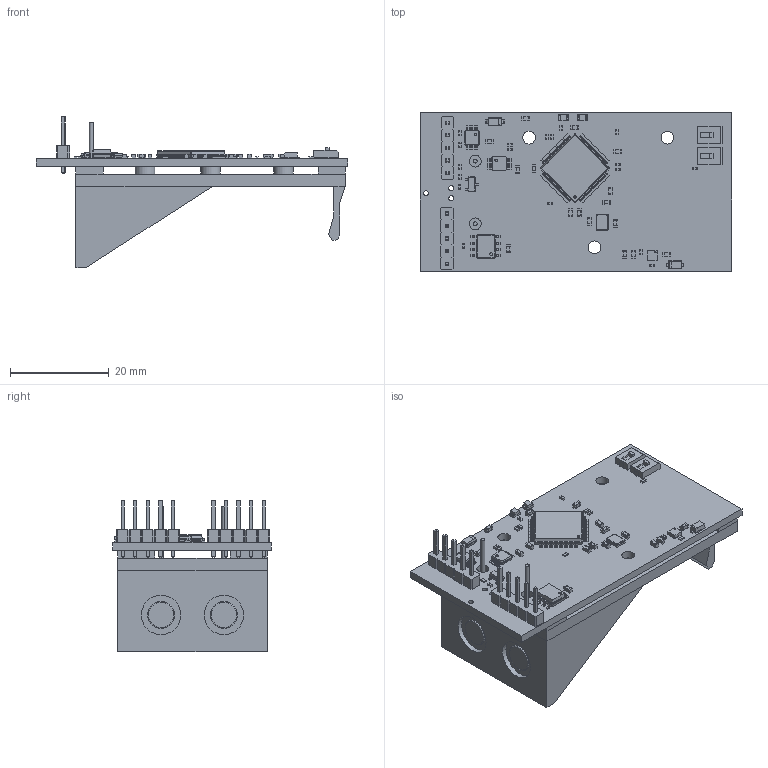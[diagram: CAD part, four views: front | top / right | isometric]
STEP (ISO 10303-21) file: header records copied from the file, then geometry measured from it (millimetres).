
FILE_DESCRIPTION(('KiCad electronic assembly'),'2;1');
FILE_NAME('Jr DiveCAN Head.step','2025-01-20T23:40:10',('Pcbnew'),( 'Kicad'),'Open CASCADE STEP processor 7.8','KiCad to STEP converter' ,'Unknown');
FILE_SCHEMA(('AUTOMOTIVE_DESIGN { 1 0 10303 214 1 1 1 1 }'));
Length unit declared in the file: millimetre
Products named in the file (30): Jr DiveCAN Head 1; R_0402_1005Metric; D_SOD-123; D_SOD_123; TSSOP-10_3x3mm_P0.5mm; TSSOP_10_3x3mm_P05mm; C_0603_1608Metric; PinHeader_1x05_P2.54mm_Vertical; PinHeader_1x05_P254mm_Vertical; LED_0805_2012Metric; D_SOD-123F; D_SOD_123F; SOIC-8_3.9x4.9mm_P1.27mm; SOIC_8_39x49mm_P127mm; Crystal_SMD_3225-4Pin_3.2x2.5mm; WSON-6-1EP_2x2mm_P0.65mm_EP1x1.6mm; WSON_6_1EP_2x2mm_P065mm_EP1x16mm; LQFP-64_10x10mm_P0.5mm; LQFP_64_10x10mm_P05mm; SOT-23; SOT_23; SW_SPST_EVQPE1; ASSEMBLY; BatteryHolder_Eagle_12BH611-GR; Part_BatteryHolder_Eagle_12BH611_cp; Jr DiveCANHead_PCB
Assembly tree (65 placements, depth 3):
  Jr DiveCAN Head 1
    R_0402_1005Metric  x18
      R_0402_1005Metric
    D_SOD-123
      D_SOD_123
    TSSOP-10_3x3mm_P0.5mm  x2
      TSSOP_10_3x3mm_P05mm
    C_0603_1608Metric  x16
      C_0603_1608Metric
    PinHeader_1x05_P2.54mm_Vertical  x2
      PinHeader_1x05_P254mm_Vertical
    LED_0805_2012Metric  x2
      LED_0805_2012Metric
    D_SOD-123F
      D_SOD_123F
    SOIC-8_3.9x4.9mm_P1.27mm
      SOIC_8_39x49mm_P127mm
    Crystal_SMD_3225-4Pin_3.2x2.5mm
      Crystal_SMD_3225-4Pin_3.2x2.5mm
    WSON-6-1EP_2x2mm_P0.65mm_EP1x1.6mm
      WSON_6_1EP_2x2mm_P065mm_EP1x16mm
    LQFP-64_10x10mm_P0.5mm
      LQFP_64_10x10mm_P05mm
    SOT-23
      SOT_23
    SW_SPST_EVQPE1  x2
      ASSEMBLY
    BatteryHolder_Eagle_12BH611-GR
      Part_BatteryHolder_Eagle_12BH611_cp
    Jr DiveCANHead_PCB
Bounding box: 63 x 32 x 30.74 mm (x, y, z)
Volume: 9942.5 mm3; surface area: 12810.9 mm2
Topology: 63 solids, 63 shells, 3306 faces, 8508 edges, 5396 vertices
Faces by surface type: plane 2212, cylinder 818, bspline 265, sphere 6, torus 5
Full cylindrical faces by diameter (mm): 0.25 x1, 0.5 x3, 0.6 x1, 0.8 x2, 0.991 x3, 1 x10, 2.4 x2, 2.6 x6, 4 x6, 4.5 x1, 5.5 x2, 5.8 x1, 7.3 x1, 8 x2
Entity records: 78062 total; most frequent: CARTESIAN_POINT 14485, ORIENTED_EDGE 10492, DIRECTION 9672, EDGE_CURVE 5246, LINE 4138, VECTOR 4138, VERTEX_POINT 3290, AXIS2_PLACEMENT_3D 2767
